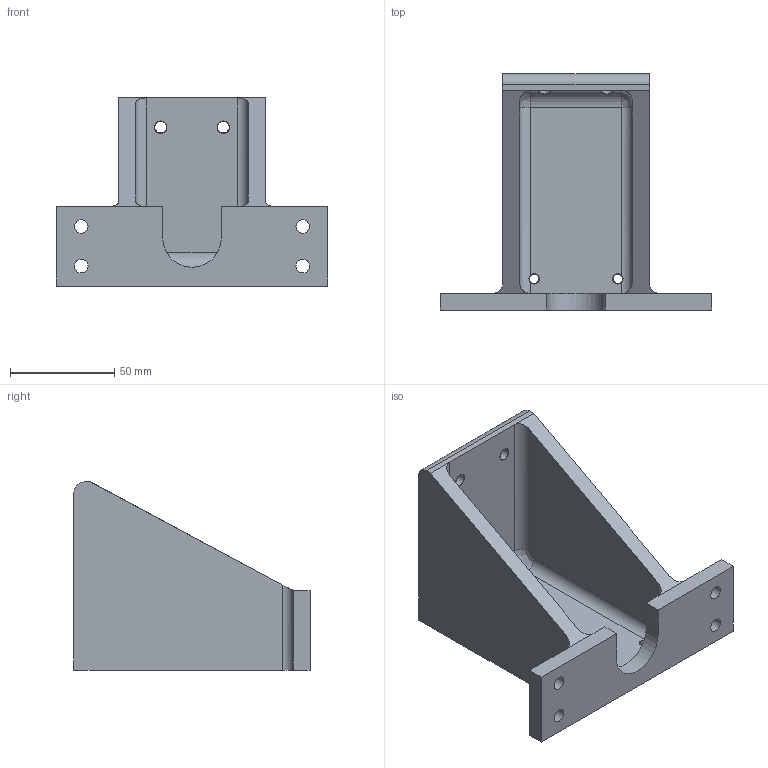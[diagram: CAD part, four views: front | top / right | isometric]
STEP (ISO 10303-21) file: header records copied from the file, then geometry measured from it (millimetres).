
FILE_DESCRIPTION((''),'2;1');
FILE_NAME('5-024','2022-01-09T15:14:59',('Y'),('FoxCAVITY'),'CREO PARAMETRIC BY PTC INC, 2020454','CREO PARAMETRIC BY PTC INC, 2020454','');
FILE_SCHEMA(('CONFIG_CONTROL_DESIGN'));
Length unit declared in the file: millimetre
Products named in the file (1): 5-024
Bounding box: 130 x 113 x 90 mm (x, y, z)
Volume: 226176.9 mm3; surface area: 61219 mm2
Topology: 1 solids, 7 shells, 66 faces, 196 edges, 128 vertices
Faces by surface type: cylinder 43, plane 21, bspline 2
Entity records: 2474 total; most frequent: CARTESIAN_POINT 626, DIRECTION 376, ORIENTED_EDGE 364, EDGE_CURVE 196, AXIS2_PLACEMENT_3D 139, VERTEX_POINT 128, VECTOR 98, LINE 98
